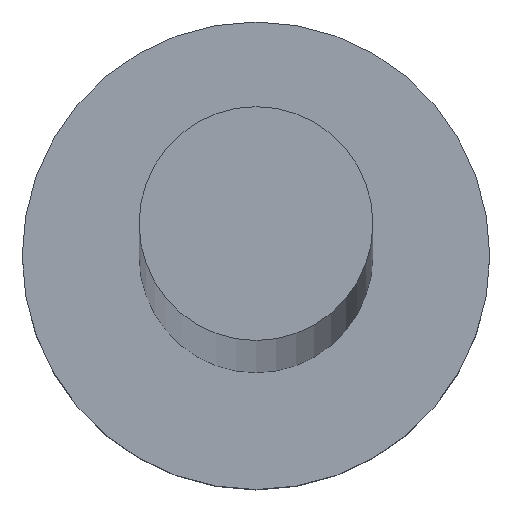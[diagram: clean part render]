
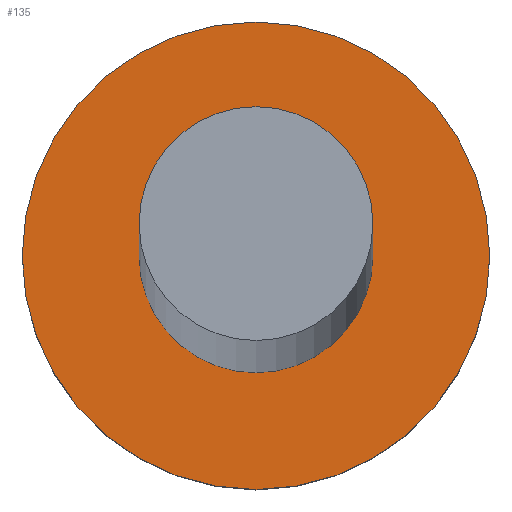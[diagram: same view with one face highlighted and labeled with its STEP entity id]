
A CAD part, top view. The second image highlights one B-rep face of the part: STEP entity #135.
In plain terms, the highlighted planar face has unit normal (0, 0, 1).
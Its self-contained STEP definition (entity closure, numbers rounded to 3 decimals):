
#1 = CIRCLE ( 'NONE', #138, 5. ) ;
#2 = ORIENTED_EDGE ( 'NONE', *, *, #111, .T. ) ;
#15 = CARTESIAN_POINT ( 'NONE',  ( 0., 0., 5. ) ) ;
#18 = CARTESIAN_POINT ( 'NONE',  ( 0., 0., 5. ) ) ;
#30 = CARTESIAN_POINT ( 'NONE',  ( 0., 0., 5. ) ) ;
#31 = DIRECTION ( 'NONE',  ( 1., 0., 0. ) ) ;
#36 = EDGE_CURVE ( 'NONE', #127, #101, #160, .T. ) ;
#45 = EDGE_LOOP ( 'NONE', ( #129, #77 ) ) ;
#50 = CARTESIAN_POINT ( 'NONE',  ( 0., 0., 5. ) ) ;
#51 = AXIS2_PLACEMENT_3D ( 'NONE', #209, #116, #69 ) ;
#54 = CARTESIAN_POINT ( 'NONE',  ( 5., 0., 5. ) ) ;
#58 = CIRCLE ( 'NONE', #113, 5. ) ;
#69 = DIRECTION ( 'NONE',  ( 1., 0., 0. ) ) ;
#73 = DIRECTION ( 'NONE',  ( 1., 0., 0. ) ) ;
#77 = ORIENTED_EDGE ( 'NONE', *, *, #36, .F. ) ;
#90 = DIRECTION ( 'NONE',  ( 1., 0., 0. ) ) ;
#93 = EDGE_CURVE ( 'NONE', #101, #127, #194, .T. ) ;
#96 = DIRECTION ( 'NONE',  ( 1., 0., 0. ) ) ;
#101 = VERTEX_POINT ( 'NONE', #130 ) ;
#111 = EDGE_CURVE ( 'NONE', #202, #222, #58, .T. ) ;
#113 = AXIS2_PLACEMENT_3D ( 'NONE', #15, #190, #90 ) ;
#116 = DIRECTION ( 'NONE',  ( 0., 0., 1. ) ) ;
#118 = CARTESIAN_POINT ( 'NONE',  ( -5., 0., 5. ) ) ;
#124 = AXIS2_PLACEMENT_3D ( 'NONE', #50, #233, #73 ) ;
#127 = VERTEX_POINT ( 'NONE', #132 ) ;
#129 = ORIENTED_EDGE ( 'NONE', *, *, #93, .F. ) ;
#130 = CARTESIAN_POINT ( 'NONE',  ( -2.5, 0., 5. ) ) ;
#132 = CARTESIAN_POINT ( 'NONE',  ( 2.5, 0., 5. ) ) ;
#134 = DIRECTION ( 'NONE',  ( 0., 0., 1. ) ) ;
#135 = ADVANCED_FACE ( 'NONE', ( #205, #227 ), #206, .T. ) ;
#138 = AXIS2_PLACEMENT_3D ( 'NONE', #18, #140, #96 ) ;
#140 = DIRECTION ( 'NONE',  ( 0., 0., 1. ) ) ;
#142 = EDGE_LOOP ( 'NONE', ( #250, #2 ) ) ;
#155 = AXIS2_PLACEMENT_3D ( 'NONE', #30, #134, #31 ) ;
#160 = CIRCLE ( 'NONE', #51, 2.5 ) ;
#184 = EDGE_CURVE ( 'NONE', #222, #202, #1, .T. ) ;
#190 = DIRECTION ( 'NONE',  ( 0., 0., 1. ) ) ;
#194 = CIRCLE ( 'NONE', #124, 2.5 ) ;
#202 = VERTEX_POINT ( 'NONE', #54 ) ;
#205 = FACE_BOUND ( 'NONE', #45, .T. ) ;
#206 = PLANE ( 'NONE',  #155 ) ;
#209 = CARTESIAN_POINT ( 'NONE',  ( 0., 0., 5. ) ) ;
#222 = VERTEX_POINT ( 'NONE', #118 ) ;
#227 = FACE_OUTER_BOUND ( 'NONE', #142, .T. ) ;
#233 = DIRECTION ( 'NONE',  ( 0., 0., 1. ) ) ;
#250 = ORIENTED_EDGE ( 'NONE', *, *, #184, .T. ) ;
